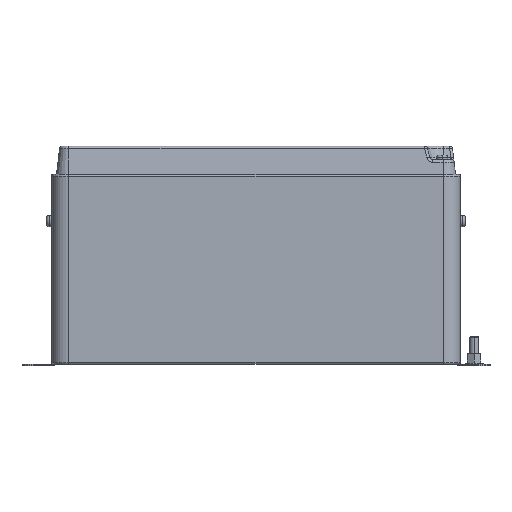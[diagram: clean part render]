
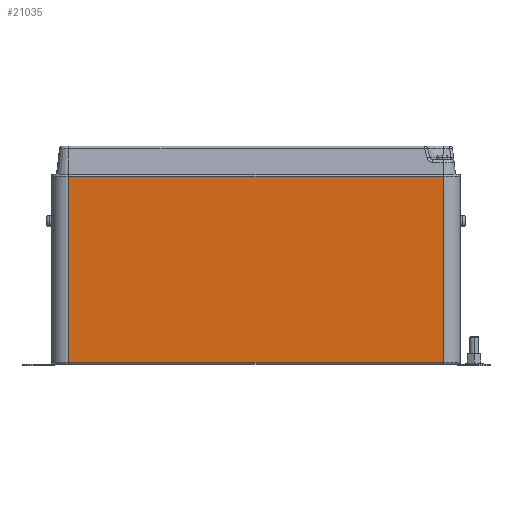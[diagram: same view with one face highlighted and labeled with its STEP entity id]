
A CAD part, left-side view. The second image highlights one B-rep face of the part: STEP entity #21035.
In plain terms, the highlighted planar face has unit normal (-1, 0, 0).
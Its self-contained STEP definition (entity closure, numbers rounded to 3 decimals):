
#3480 = DIRECTION ( 'NONE',  ( 0., 0., 1. ) ) ;
#3910 = FACE_OUTER_BOUND ( 'NONE', #23578, .T. ) ;
#4316 = CARTESIAN_POINT ( 'NONE',  ( -111., 181., 1.5 ) ) ;
#5174 = EDGE_CURVE ( 'NONE', #7614, #24099, #20747, .T. ) ;
#5530 = VERTEX_POINT ( 'NONE', #8839 ) ;
#6369 = CARTESIAN_POINT ( 'NONE',  ( -111., -166., 193.4 ) ) ;
#7180 = CARTESIAN_POINT ( 'NONE',  ( -111., 181., 193.4 ) ) ;
#7614 = VERTEX_POINT ( 'NONE', #27533 ) ;
#7812 = EDGE_CURVE ( 'NONE', #24099, #5530, #13234, .T. ) ;
#8839 = CARTESIAN_POINT ( 'NONE',  ( -111., -166., 166.9 ) ) ;
#9575 = ORIENTED_EDGE ( 'NONE', *, *, #7812, .T. ) ;
#9786 = CARTESIAN_POINT ( 'NONE',  ( -111., 166., 166.9 ) ) ;
#10109 = DIRECTION ( 'NONE',  ( 0., 1., 0. ) ) ;
#10478 = EDGE_CURVE ( 'NONE', #31595, #7614, #20241, .T. ) ;
#12335 = VECTOR ( 'NONE', #3480, 1000. ) ;
#13032 = DIRECTION ( 'NONE',  ( 0., 1., 0. ) ) ;
#13234 = LINE ( 'NONE', #6369, #12335 ) ;
#17259 = VECTOR ( 'NONE', #13032, 1000. ) ;
#17418 = EDGE_CURVE ( 'NONE', #5530, #31595, #33410, .T. ) ;
#18395 = ORIENTED_EDGE ( 'NONE', *, *, #10478, .T. ) ;
#19855 = VECTOR ( 'NONE', #21252, 1000. ) ;
#20241 = LINE ( 'NONE', #30314, #33708 ) ;
#20747 = LINE ( 'NONE', #4316, #19855 ) ;
#21035 = ADVANCED_FACE ( 'NONE', ( #3910 ), #32898, .F. ) ;
#21252 = DIRECTION ( 'NONE',  ( 0., -1., 0. ) ) ;
#23578 = EDGE_LOOP ( 'NONE', ( #9575, #31229, #18395, #23888 ) ) ;
#23888 = ORIENTED_EDGE ( 'NONE', *, *, #5174, .T. ) ;
#24099 = VERTEX_POINT ( 'NONE', #30770 ) ;
#27298 = DIRECTION ( 'NONE',  ( 1., 0., 0. ) ) ;
#27468 = DIRECTION ( 'NONE',  ( 0., 0., -1. ) ) ;
#27533 = CARTESIAN_POINT ( 'NONE',  ( -111., 166., 1.5 ) ) ;
#30220 = CARTESIAN_POINT ( 'NONE',  ( -111., 166., 166.9 ) ) ;
#30314 = CARTESIAN_POINT ( 'NONE',  ( -111., 166., 193.4 ) ) ;
#30770 = CARTESIAN_POINT ( 'NONE',  ( -111., -166., 1.5 ) ) ;
#31229 = ORIENTED_EDGE ( 'NONE', *, *, #17418, .T. ) ;
#31595 = VERTEX_POINT ( 'NONE', #9786 ) ;
#32727 = AXIS2_PLACEMENT_3D ( 'NONE', #7180, #27298, #10109 ) ;
#32898 = PLANE ( 'NONE',  #32727 ) ;
#33410 = LINE ( 'NONE', #30220, #17259 ) ;
#33708 = VECTOR ( 'NONE', #27468, 1000. ) ;
